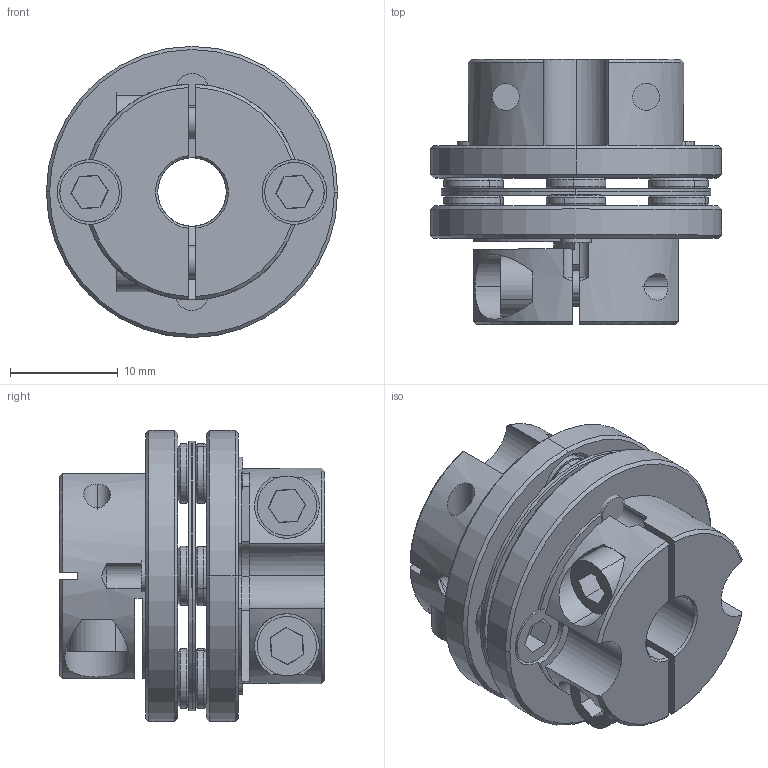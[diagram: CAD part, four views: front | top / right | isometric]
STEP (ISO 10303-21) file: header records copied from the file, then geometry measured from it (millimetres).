
FILE_DESCRIPTION(/* description */ ('Alibre Inc.'),/* implementation_level */ '2;1');
FILE_NAME(/* name */ 'export-601AD4DE-5AF7-4733-B700-302353850D4D',/* time_stamp */ '2024-06-03T20:03:18+02:00',/* author */ (''),/* organization */ (''),/* preprocessor_version */ 'ST-DEVELOPER v17',/* originating_system */ 'Alibre',/* authorisation */ '');
FILE_SCHEMA (('AUTOMOTIVE_DESIGN'));
Length unit declared in the file: millimetre
Products named in the file (7): SB27ºÝ¥»Åé_27¤º6.35; Á³µ·_M3L7; Á³µ·_M3L6; Á³µ·®Mµ©_SGS27; ¶ê½L¼u¤ù_SGS27; SB ºÝ¥»Åé²Õ¦X_SG27; SGS27(6.35-6.35)
Bounding box: 27 x 24.6 x 27 mm (x, y, z)
Volume: 6971.4 mm3; surface area: 8644.3 mm2
Topology: 20 solids, 20 shells, 410 faces, 976 edges, 610 vertices
Faces by surface type: cylinder 162, plane 124, cone 108, torus 16
Entity records: 4709 total; most frequent: CARTESIAN_POINT 1017, DIRECTION 798, ORIENTED_EDGE 684, AXIS2_PLACEMENT_3D 344, EDGE_CURVE 342, VERTEX_POINT 217, CIRCLE 167, EDGE_LOOP 165
